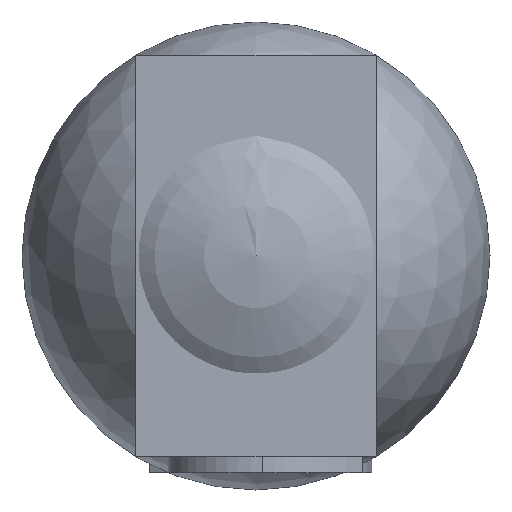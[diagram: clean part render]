
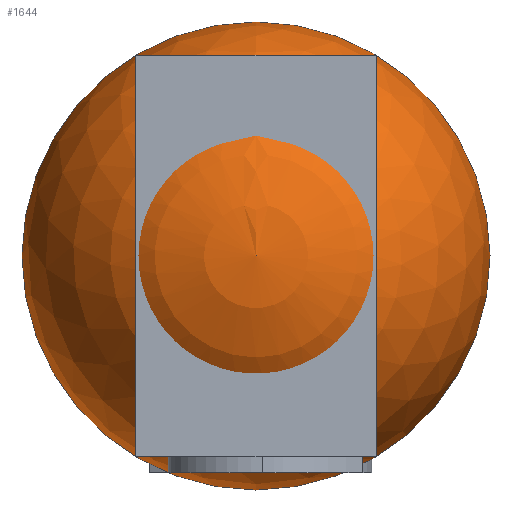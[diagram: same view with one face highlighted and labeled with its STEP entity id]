
A CAD part, front view. The second image highlights one B-rep face of the part: STEP entity #1644.
In plain terms, the highlighted spherical face has radius 29.155 mm.
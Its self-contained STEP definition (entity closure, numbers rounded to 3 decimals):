
#96 = DIRECTION ( 'NONE',  ( 0., -1., 0. ) ) ;
#223 = VERTEX_POINT ( 'NONE', #1722 ) ;
#269 = CARTESIAN_POINT ( 'NONE',  ( 0., 0., 0. ) ) ;
#283 = DIRECTION ( 'NONE',  ( 0., 0., 1. ) ) ;
#332 = AXIS2_PLACEMENT_3D ( 'NONE', #1925, #1018, #382 ) ;
#372 = AXIS2_PLACEMENT_3D ( 'NONE', #593, #1178, #283 ) ;
#382 = DIRECTION ( 'NONE',  ( 0., 0., -1. ) ) ;
#477 = EDGE_CURVE ( 'NONE', #223, #1255, #807, .T. ) ;
#487 = ORIENTED_EDGE ( 'NONE', *, *, #1370, .T. ) ;
#498 = ORIENTED_EDGE ( 'NONE', *, *, #477, .F. ) ;
#593 = CARTESIAN_POINT ( 'NONE',  ( 0., 0., 0. ) ) ;
#685 = AXIS2_PLACEMENT_3D ( 'NONE', #269, #96, #1782 ) ;
#725 = CARTESIAN_POINT ( 'NONE',  ( 29.155, 0., 0. ) ) ;
#807 = CIRCLE ( 'NONE', #372, 29.155 ) ;
#838 = CIRCLE ( 'NONE', #332, 29.155 ) ;
#1018 = DIRECTION ( 'NONE',  ( 0., -1., 0. ) ) ;
#1028 = FACE_OUTER_BOUND ( 'NONE', #1436, .T. ) ;
#1168 = SPHERICAL_SURFACE ( 'NONE', #685, 29.155 ) ;
#1178 = DIRECTION ( 'NONE',  ( 0., 1., 0. ) ) ;
#1255 = VERTEX_POINT ( 'NONE', #725 ) ;
#1370 = EDGE_CURVE ( 'NONE', #223, #1255, #838, .T. ) ;
#1436 = EDGE_LOOP ( 'NONE', ( #498, #487 ) ) ;
#1644 = ADVANCED_FACE ( 'NONE', ( #1028 ), #1168, .T. ) ;
#1722 = CARTESIAN_POINT ( 'NONE',  ( -29.155, 0., 0. ) ) ;
#1782 = DIRECTION ( 'NONE',  ( 0., 0., 1. ) ) ;
#1925 = CARTESIAN_POINT ( 'NONE',  ( 0., 0., 0. ) ) ;
